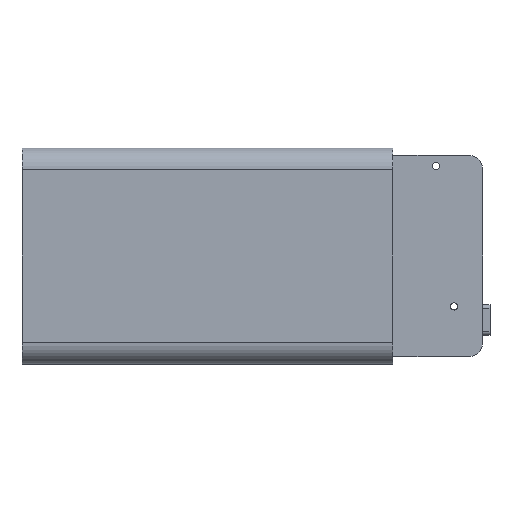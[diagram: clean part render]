
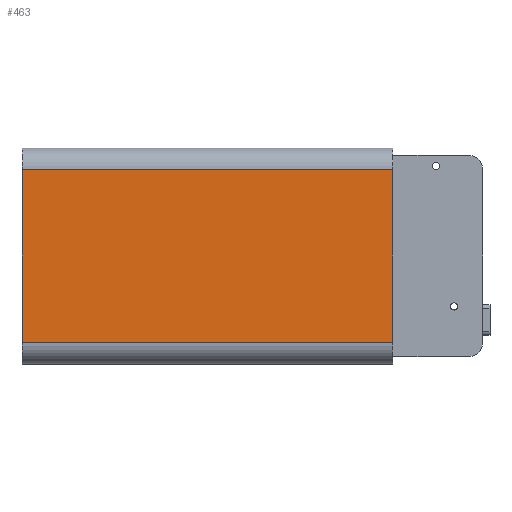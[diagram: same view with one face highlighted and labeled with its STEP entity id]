
A CAD part, left-side view. The second image highlights one B-rep face of the part: STEP entity #463.
In plain terms, the highlighted planar face has unit normal (-1, 0, 0).
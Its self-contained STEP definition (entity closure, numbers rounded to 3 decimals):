
#15=DIRECTION('',(0.,0.,1.));
#16=VECTOR('',#15,48.);
#17=CARTESIAN_POINT('',(-6.,0.,-24.));
#18=LINE('',#17,#16);
#35=DIRECTION('',(0.,-1.,0.));
#36=VECTOR('',#35,103.);
#37=CARTESIAN_POINT('',(-6.,103.,24.));
#38=LINE('',#37,#36);
#39=DIRECTION('',(0.,-1.,0.));
#40=VECTOR('',#39,103.);
#41=CARTESIAN_POINT('',(-6.,103.,-24.));
#42=LINE('',#41,#40);
#48=DIRECTION('',(0.,0.,1.));
#49=VECTOR('',#48,48.);
#50=CARTESIAN_POINT('',(-6.,103.,-24.));
#51=LINE('',#50,#49);
#313=CARTESIAN_POINT('',(-6.,0.,24.));
#315=VERTEX_POINT('',#313);
#317=CARTESIAN_POINT('',(-6.,103.,24.));
#318=VERTEX_POINT('',#317);
#321=CARTESIAN_POINT('',(-6.,103.,-24.));
#323=VERTEX_POINT('',#321);
#325=CARTESIAN_POINT('',(-6.,0.,-24.));
#326=VERTEX_POINT('',#325);
#450=CARTESIAN_POINT('',(-6.,0.,-30.));
#451=DIRECTION('',(-1.,0.,0.));
#452=DIRECTION('',(0.,0.,1.));
#453=AXIS2_PLACEMENT_3D('',#450,#451,#452);
#454=PLANE('',#453);
#455=ORIENTED_EDGE('',*,*,#441,.T.);
#456=ORIENTED_EDGE('',*,*,#420,.F.);
#458=ORIENTED_EDGE('',*,*,#457,.F.);
#460=ORIENTED_EDGE('',*,*,#459,.T.);
#461=EDGE_LOOP('',(#455,#456,#458,#460));
#462=FACE_OUTER_BOUND('',#461,.F.);
#463=ADVANCED_FACE('',(#462),#454,.T.);
#420=EDGE_CURVE('',#326,#315,#18,.T.);
#441=EDGE_CURVE('',#318,#315,#38,.T.);
#457=EDGE_CURVE('',#323,#326,#42,.T.);
#459=EDGE_CURVE('',#323,#318,#51,.T.);
